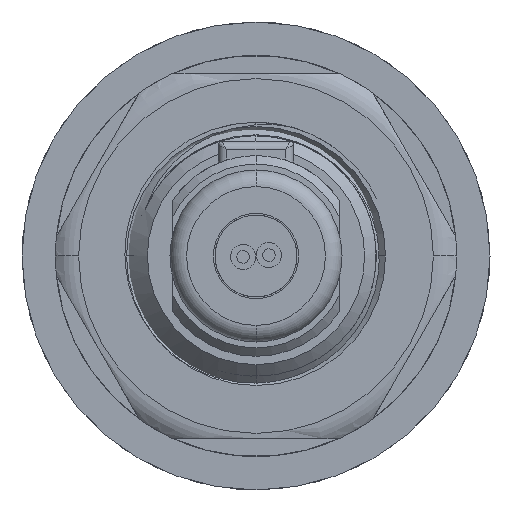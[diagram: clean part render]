
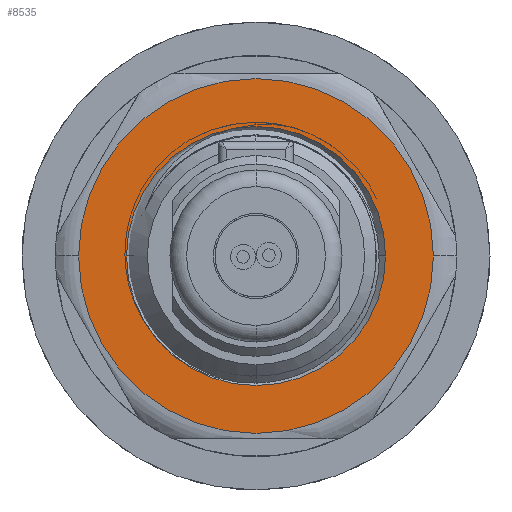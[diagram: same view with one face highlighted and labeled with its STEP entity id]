
A CAD part, front view. The second image highlights one B-rep face of the part: STEP entity #8535.
In plain terms, the highlighted face is planar.
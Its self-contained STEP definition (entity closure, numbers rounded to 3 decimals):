
#7 = EDGE_CURVE ( 'NONE', #3465, #11515, #8051, .T. ) ;
#96 = ORIENTED_EDGE ( 'NONE', *, *, #2271, .T. ) ;
#100 = CARTESIAN_POINT ( 'NONE',  ( -10.615, 0., 0. ) ) ;
#801 = CARTESIAN_POINT ( 'NONE',  ( 0., 0., 0. ) ) ;
#1145 = AXIS2_PLACEMENT_3D ( 'NONE', #13298, #10458, #1961 ) ;
#1657 = CARTESIAN_POINT ( 'NONE',  ( -7.75, 0., 0. ) ) ;
#1745 = CIRCLE ( 'NONE', #3481, 10.615 ) ;
#1961 = DIRECTION ( 'NONE',  ( 1., 0., 0. ) ) ;
#2271 = EDGE_CURVE ( 'NONE', #11749, #7143, #11615, .T. ) ;
#2279 = DIRECTION ( 'NONE',  ( 0., 0., -1. ) ) ;
#2435 = DIRECTION ( 'NONE',  ( -1., 0., 0. ) ) ;
#2851 = ORIENTED_EDGE ( 'NONE', *, *, #3379, .T. ) ;
#3138 = FACE_OUTER_BOUND ( 'NONE', #6784, .T. ) ;
#3321 = DIRECTION ( 'NONE',  ( 0., 0., -1. ) ) ;
#3379 = EDGE_CURVE ( 'NONE', #11515, #3465, #4712, .T. ) ;
#3465 = VERTEX_POINT ( 'NONE', #10717 ) ;
#3481 = AXIS2_PLACEMENT_3D ( 'NONE', #9529, #3321, #2435 ) ;
#4223 = CARTESIAN_POINT ( 'NONE',  ( 0., 0., 0. ) ) ;
#4245 = DIRECTION ( 'NONE',  ( 1., 0., 0. ) ) ;
#4362 = PLANE ( 'NONE',  #8184 ) ;
#4712 = CIRCLE ( 'NONE', #12248, 7.75 ) ;
#5239 = DIRECTION ( 'NONE',  ( 1., 0., 0. ) ) ;
#5266 = CARTESIAN_POINT ( 'NONE',  ( 0., 0., 0. ) ) ;
#5890 = ORIENTED_EDGE ( 'NONE', *, *, #10604, .T. ) ;
#6014 = AXIS2_PLACEMENT_3D ( 'NONE', #801, #2279, #12537 ) ;
#6784 = EDGE_LOOP ( 'NONE', ( #96, #5890 ) ) ;
#7143 = VERTEX_POINT ( 'NONE', #11107 ) ;
#8051 = CIRCLE ( 'NONE', #1145, 7.75 ) ;
#8184 = AXIS2_PLACEMENT_3D ( 'NONE', #4223, #10349, #5239 ) ;
#8535 = ADVANCED_FACE ( 'NONE', ( #11043, #3138 ), #4362, .F. ) ;
#9380 = DIRECTION ( 'NONE',  ( 0., 0., 1. ) ) ;
#9492 = ORIENTED_EDGE ( 'NONE', *, *, #7, .T. ) ;
#9529 = CARTESIAN_POINT ( 'NONE',  ( 0., 0., 0. ) ) ;
#9538 = EDGE_LOOP ( 'NONE', ( #2851, #9492 ) ) ;
#10349 = DIRECTION ( 'NONE',  ( 0., 0., 1. ) ) ;
#10458 = DIRECTION ( 'NONE',  ( 0., 0., 1. ) ) ;
#10604 = EDGE_CURVE ( 'NONE', #7143, #11749, #1745, .T. ) ;
#10717 = CARTESIAN_POINT ( 'NONE',  ( 7.75, 0., 0. ) ) ;
#11043 = FACE_BOUND ( 'NONE', #9538, .T. ) ;
#11107 = CARTESIAN_POINT ( 'NONE',  ( 10.615, 0., 0. ) ) ;
#11515 = VERTEX_POINT ( 'NONE', #1657 ) ;
#11615 = CIRCLE ( 'NONE', #6014, 10.615 ) ;
#11749 = VERTEX_POINT ( 'NONE', #100 ) ;
#12248 = AXIS2_PLACEMENT_3D ( 'NONE', #5266, #9380, #4245 ) ;
#12537 = DIRECTION ( 'NONE',  ( -1., 0., 0. ) ) ;
#13298 = CARTESIAN_POINT ( 'NONE',  ( 0., 0., 0. ) ) ;
